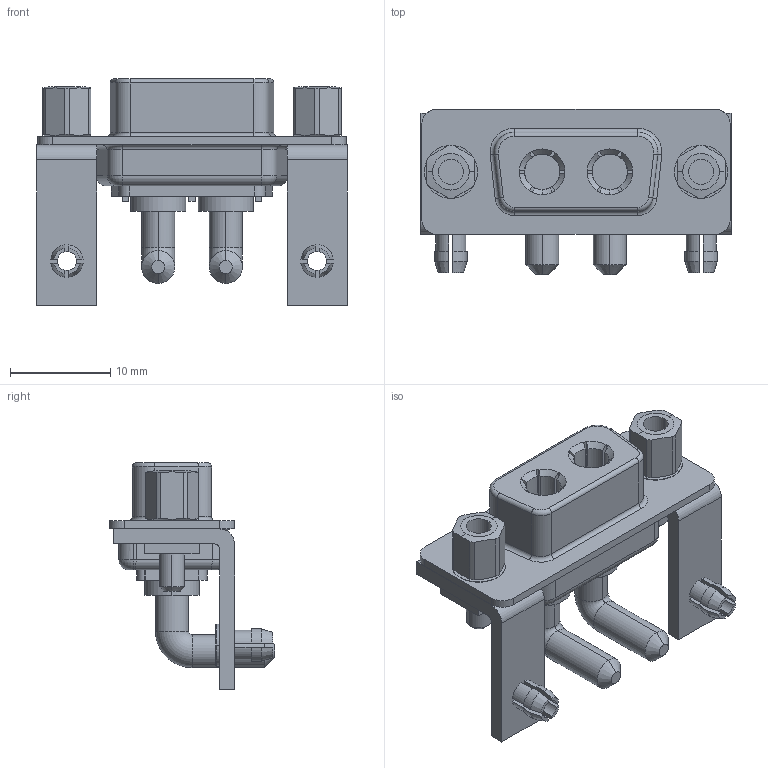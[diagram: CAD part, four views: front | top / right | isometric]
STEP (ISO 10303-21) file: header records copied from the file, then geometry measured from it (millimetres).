
FILE_DESCRIPTION (( 'STEP AP214' ), '1' );
FILE_NAME ('FDP0209-F0DB103K6KC-REF.STEP', '2024-11-27T10:35:55', ( '' ), ( '' ), 'SwSTEP 2.0', 'SolidWorks 2021', '' );
FILE_SCHEMA (( 'AUTOMOTIVE_DESIGN' ));
Length unit declared in the file: millimetre
Products named in the file (1): FDP0209-F0DB103K6KC-REF
Bounding box: 31 x 16.5 x 22.6 mm (x, y, z)
Volume: 2812.5 mm3; surface area: 2923.6 mm2
Topology: 1 solids, 1 shells, 356 faces, 900 edges, 569 vertices
Faces by surface type: plane 161, cylinder 121, cone 40, torus 34
Entity records: 10971 total; most frequent: CARTESIAN_POINT 2196, DIRECTION 1911, ORIENTED_EDGE 1800, EDGE_CURVE 900, AXIS2_PLACEMENT_3D 730, VERTEX_POINT 569, VECTOR 451, LINE 451
